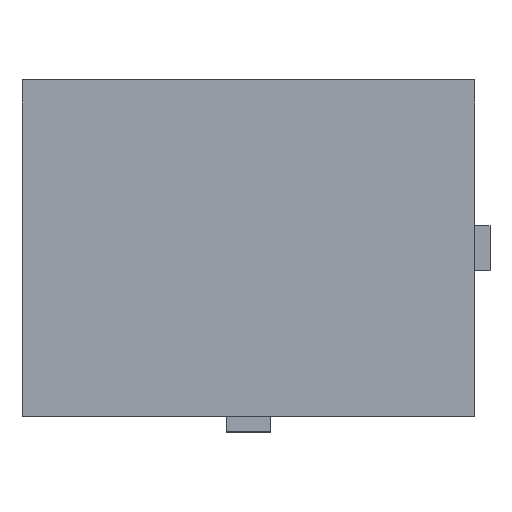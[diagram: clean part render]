
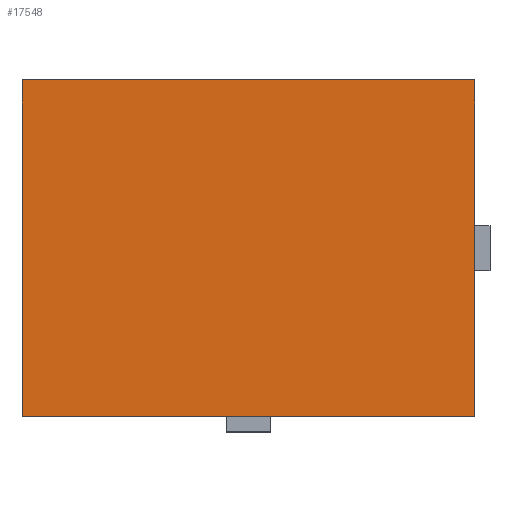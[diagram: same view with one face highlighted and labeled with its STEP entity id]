
A CAD part, top view. The second image highlights one B-rep face of the part: STEP entity #17548.
In plain terms, the highlighted planar face has unit normal (0, 0, 1).
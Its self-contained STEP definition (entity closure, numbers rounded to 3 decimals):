
#211 = LINE ( 'NONE', #9304, #23540 ) ;
#298 = DIRECTION ( 'NONE',  ( 1., 0., 0. ) ) ;
#2495 = VECTOR ( 'NONE', #8461, 1000. ) ;
#4422 = VERTEX_POINT ( 'NONE', #38580 ) ;
#4460 = LINE ( 'NONE', #37388, #2495 ) ;
#6466 = EDGE_CURVE ( 'NONE', #10492, #25369, #22852, .T. ) ;
#8461 = DIRECTION ( 'NONE',  ( 1., 0., 0. ) ) ;
#9304 = CARTESIAN_POINT ( 'NONE',  ( 23.4, 0., 9.5 ) ) ;
#10492 = VERTEX_POINT ( 'NONE', #32287 ) ;
#12390 = EDGE_CURVE ( 'NONE', #19665, #4422, #211, .T. ) ;
#12527 = DIRECTION ( 'NONE',  ( -1., 0., 0. ) ) ;
#12717 = VECTOR ( 'NONE', #12527, 1000. ) ;
#12813 = ORIENTED_EDGE ( 'NONE', *, *, #6466, .T. ) ;
#14661 = EDGE_CURVE ( 'NONE', #4422, #10492, #41045, .T. ) ;
#16138 = PLANE ( 'NONE',  #16268 ) ;
#16268 = AXIS2_PLACEMENT_3D ( 'NONE', #29016, #29224, #298 ) ;
#16343 = FACE_OUTER_BOUND ( 'NONE', #23232, .T. ) ;
#17548 = ADVANCED_FACE ( 'NONE', ( #16343 ), #16138, .T. ) ;
#19402 = ORIENTED_EDGE ( 'NONE', *, *, #14661, .T. ) ;
#19665 = VERTEX_POINT ( 'NONE', #24985 ) ;
#22024 = CARTESIAN_POINT ( 'NONE',  ( 0., 17.4, 9.5 ) ) ;
#22268 = VECTOR ( 'NONE', #32559, 1000. ) ;
#22852 = LINE ( 'NONE', #35728, #22268 ) ;
#23232 = EDGE_LOOP ( 'NONE', ( #28161, #35279, #19402, #12813 ) ) ;
#23540 = VECTOR ( 'NONE', #35262, 1000. ) ;
#24985 = CARTESIAN_POINT ( 'NONE',  ( 23.4, -17.4, 9.5 ) ) ;
#25369 = VERTEX_POINT ( 'NONE', #39378 ) ;
#28161 = ORIENTED_EDGE ( 'NONE', *, *, #35066, .T. ) ;
#29016 = CARTESIAN_POINT ( 'NONE',  ( 0., 0., 9.5 ) ) ;
#29224 = DIRECTION ( 'NONE',  ( 0., 0., 1. ) ) ;
#32287 = CARTESIAN_POINT ( 'NONE',  ( -23.4, 17.4, 9.5 ) ) ;
#32559 = DIRECTION ( 'NONE',  ( 0., -1., 0. ) ) ;
#35066 = EDGE_CURVE ( 'NONE', #25369, #19665, #4460, .T. ) ;
#35262 = DIRECTION ( 'NONE',  ( 0., 1., 0. ) ) ;
#35279 = ORIENTED_EDGE ( 'NONE', *, *, #12390, .T. ) ;
#35728 = CARTESIAN_POINT ( 'NONE',  ( -23.4, 0., 9.5 ) ) ;
#37388 = CARTESIAN_POINT ( 'NONE',  ( 0., -17.4, 9.5 ) ) ;
#38580 = CARTESIAN_POINT ( 'NONE',  ( 23.4, 17.4, 9.5 ) ) ;
#39378 = CARTESIAN_POINT ( 'NONE',  ( -23.4, -17.4, 9.5 ) ) ;
#41045 = LINE ( 'NONE', #22024, #12717 ) ;
